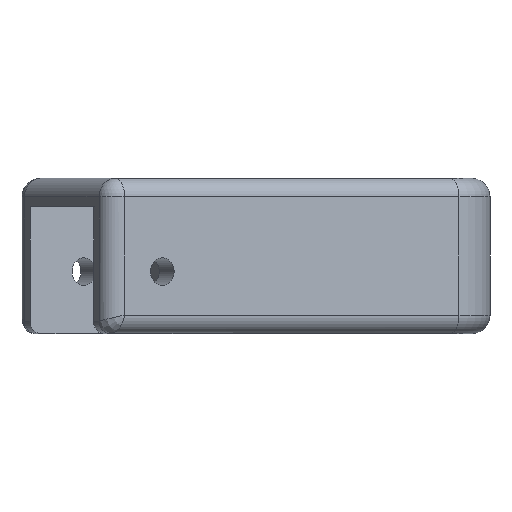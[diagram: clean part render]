
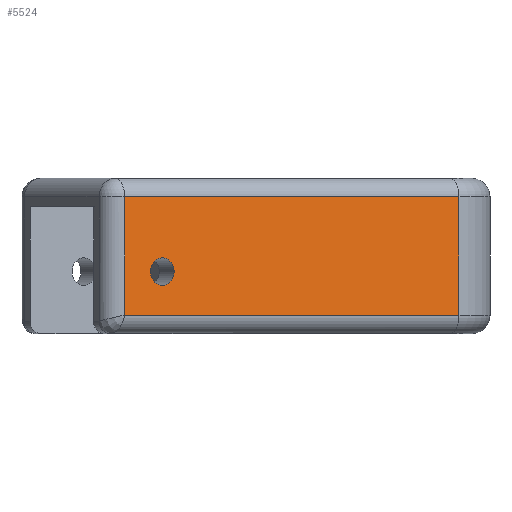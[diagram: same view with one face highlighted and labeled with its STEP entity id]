
A CAD part, front view. The second image highlights one B-rep face of the part: STEP entity #5524.
In plain terms, the highlighted planar face has unit normal (0.5, -0.866, 0).
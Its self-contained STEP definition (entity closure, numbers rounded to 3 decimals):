
#402 = CYLINDRICAL_SURFACE('',#403,3.);
#403 = AXIS2_PLACEMENT_3D('',#404,#405,#406);
#404 = CARTESIAN_POINT('',(236.051,-70.84,3.));
#405 = DIRECTION('',(0.866,0.5,0.));
#406 = DIRECTION('',(0.5,-0.866,0.));
#2867 = VERTEX_POINT('',#2868);
#2868 = CARTESIAN_POINT('',(292.2,-41.887,3.));
#2903 = CYLINDRICAL_SURFACE('',#2904,10.);
#2904 = AXIS2_PLACEMENT_3D('',#2905,#2906,#2907);
#2905 = CARTESIAN_POINT('',(287.2,-33.226,0.));
#2906 = DIRECTION('',(0.,0.,1.));
#2907 = DIRECTION('',(1.,0.,0.));
#3013 = CYLINDRICAL_SURFACE('',#3014,2.2);
#3014 = AXIS2_PLACEMENT_3D('',#3015,#3016,#3017);
#3015 = CARTESIAN_POINT('',(244.479,-69.438,10.));
#3016 = DIRECTION('',(0.5,-0.866,0.));
#3017 = DIRECTION('',(0.866,0.5,0.));
#3029 = VERTEX_POINT('',#3030);
#3030 = CARTESIAN_POINT('',(238.417,-72.938,3.));
#3139 = EDGE_CURVE('',#3029,#2867,#3140,.T.);
#3140 = SURFACE_CURVE('',#3141,(#3145,#3152),.PCURVE_S1.);
#3141 = LINE('',#3142,#3143);
#3142 = CARTESIAN_POINT('',(237.551,-73.438,3.));
#3143 = VECTOR('',#3144,1.);
#3144 = DIRECTION('',(0.866,0.5,0.));
#3145 = PCURVE('',#402,#3146);
#3146 = DEFINITIONAL_REPRESENTATION('',(#3147),#3151);
#3147 = LINE('',#3148,#3149);
#3148 = CARTESIAN_POINT('',(0.,0.));
#3149 = VECTOR('',#3150,1.);
#3150 = DIRECTION('',(0.,1.));
#3151 = ( GEOMETRIC_REPRESENTATION_CONTEXT(2) 
PARAMETRIC_REPRESENTATION_CONTEXT() REPRESENTATION_CONTEXT('2D SPACE',''
  ) );
#3152 = PCURVE('',#3153,#3158);
#3153 = PLANE('',#3154);
#3154 = AXIS2_PLACEMENT_3D('',#3155,#3156,#3157);
#3155 = CARTESIAN_POINT('',(235.819,-74.438,0.));
#3156 = DIRECTION('',(-0.5,0.866,0.));
#3157 = DIRECTION('',(0.866,0.5,0.));
#3158 = DEFINITIONAL_REPRESENTATION('',(#3159),#3163);
#3159 = LINE('',#3160,#3161);
#3160 = CARTESIAN_POINT('',(2.,-3.));
#3161 = VECTOR('',#3162,1.);
#3162 = DIRECTION('',(1.,0.));
#3163 = ( GEOMETRIC_REPRESENTATION_CONTEXT(2) 
PARAMETRIC_REPRESENTATION_CONTEXT() REPRESENTATION_CONTEXT('2D SPACE',''
  ) );
#5088 = CYLINDRICAL_SURFACE('',#5089,3.);
#5089 = AXIS2_PLACEMENT_3D('',#5090,#5091,#5092);
#5090 = CARTESIAN_POINT('',(236.917,-70.34,25.));
#5091 = DIRECTION('',(-0.,-0.,-1.));
#5092 = DIRECTION('',(0.5,-0.866,0.));
#5381 = EDGE_CURVE('',#2867,#5382,#5384,.T.);
#5382 = VERTEX_POINT('',#5383);
#5383 = CARTESIAN_POINT('',(292.2,-41.887,22.));
#5384 = SURFACE_CURVE('',#5385,(#5389,#5396),.PCURVE_S1.);
#5385 = LINE('',#5386,#5387);
#5386 = CARTESIAN_POINT('',(292.2,-41.887,0.));
#5387 = VECTOR('',#5388,1.);
#5388 = DIRECTION('',(0.,0.,1.));
#5389 = PCURVE('',#2903,#5390);
#5390 = DEFINITIONAL_REPRESENTATION('',(#5391),#5395);
#5391 = LINE('',#5392,#5393);
#5392 = CARTESIAN_POINT('',(-1.047,0.));
#5393 = VECTOR('',#5394,1.);
#5394 = DIRECTION('',(-0.,1.));
#5395 = ( GEOMETRIC_REPRESENTATION_CONTEXT(2) 
PARAMETRIC_REPRESENTATION_CONTEXT() REPRESENTATION_CONTEXT('2D SPACE',''
  ) );
#5396 = PCURVE('',#3153,#5397);
#5397 = DEFINITIONAL_REPRESENTATION('',(#5398),#5402);
#5398 = LINE('',#5399,#5400);
#5399 = CARTESIAN_POINT('',(65.103,0.));
#5400 = VECTOR('',#5401,1.);
#5401 = DIRECTION('',(0.,-1.));
#5402 = ( GEOMETRIC_REPRESENTATION_CONTEXT(2) 
PARAMETRIC_REPRESENTATION_CONTEXT() REPRESENTATION_CONTEXT('2D SPACE',''
  ) );
#5434 = EDGE_CURVE('',#5435,#5435,#5437,.T.);
#5435 = VERTEX_POINT('',#5436);
#5436 = CARTESIAN_POINT('',(246.385,-68.338,10.));
#5437 = SURFACE_CURVE('',#5438,(#5443,#5450),.PCURVE_S1.);
#5438 = CIRCLE('',#5439,2.2);
#5439 = AXIS2_PLACEMENT_3D('',#5440,#5441,#5442);
#5440 = CARTESIAN_POINT('',(244.479,-69.438,10.));
#5441 = DIRECTION('',(0.5,-0.866,0.));
#5442 = DIRECTION('',(0.866,0.5,0.));
#5443 = PCURVE('',#3013,#5444);
#5444 = DEFINITIONAL_REPRESENTATION('',(#5445),#5449);
#5445 = LINE('',#5446,#5447);
#5446 = CARTESIAN_POINT('',(0.,0.));
#5447 = VECTOR('',#5448,1.);
#5448 = DIRECTION('',(1.,0.));
#5449 = ( GEOMETRIC_REPRESENTATION_CONTEXT(2) 
PARAMETRIC_REPRESENTATION_CONTEXT() REPRESENTATION_CONTEXT('2D SPACE',''
  ) );
#5450 = PCURVE('',#3153,#5451);
#5451 = DEFINITIONAL_REPRESENTATION('',(#5452),#5460);
#5452 = ( BOUNDED_CURVE() B_SPLINE_CURVE(2,(#5453,#5454,#5455,#5456,
#5457,#5458,#5459),.UNSPECIFIED.,.T.,.F.) B_SPLINE_CURVE_WITH_KNOTS((1,2
    ,2,2,2,1),(-2.094,0.,2.094,4.189,
6.283,8.378),.UNSPECIFIED.) CURVE() 
GEOMETRIC_REPRESENTATION_ITEM() RATIONAL_B_SPLINE_CURVE((1.,0.5,1.,0.5,
1.,0.5,1.)) REPRESENTATION_ITEM('') );
#5453 = CARTESIAN_POINT('',(12.2,-10.));
#5454 = CARTESIAN_POINT('',(12.2,-13.811));
#5455 = CARTESIAN_POINT('',(8.9,-11.905));
#5456 = CARTESIAN_POINT('',(5.6,-10.));
#5457 = CARTESIAN_POINT('',(8.9,-8.095));
#5458 = CARTESIAN_POINT('',(12.2,-6.189));
#5459 = CARTESIAN_POINT('',(12.2,-10.));
#5460 = ( GEOMETRIC_REPRESENTATION_CONTEXT(2) 
PARAMETRIC_REPRESENTATION_CONTEXT() REPRESENTATION_CONTEXT('2D SPACE',''
  ) );
#5524 = ADVANCED_FACE('',(#5525,#5578),#3153,.F.);
#5525 = FACE_BOUND('',#5526,.F.);
#5526 = EDGE_LOOP('',(#5527,#5528,#5529,#5552));
#5527 = ORIENTED_EDGE('',*,*,#5381,.F.);
#5528 = ORIENTED_EDGE('',*,*,#3139,.F.);
#5529 = ORIENTED_EDGE('',*,*,#5530,.F.);
#5530 = EDGE_CURVE('',#5531,#3029,#5533,.T.);
#5531 = VERTEX_POINT('',#5532);
#5532 = CARTESIAN_POINT('',(238.417,-72.938,22.));
#5533 = SURFACE_CURVE('',#5534,(#5538,#5545),.PCURVE_S1.);
#5534 = LINE('',#5535,#5536);
#5535 = CARTESIAN_POINT('',(238.417,-72.938,25.));
#5536 = VECTOR('',#5537,1.);
#5537 = DIRECTION('',(-0.,-0.,-1.));
#5538 = PCURVE('',#3153,#5539);
#5539 = DEFINITIONAL_REPRESENTATION('',(#5540),#5544);
#5540 = LINE('',#5541,#5542);
#5541 = CARTESIAN_POINT('',(3.,-25.));
#5542 = VECTOR('',#5543,1.);
#5543 = DIRECTION('',(-0.,1.));
#5544 = ( GEOMETRIC_REPRESENTATION_CONTEXT(2) 
PARAMETRIC_REPRESENTATION_CONTEXT() REPRESENTATION_CONTEXT('2D SPACE',''
  ) );
#5545 = PCURVE('',#5088,#5546);
#5546 = DEFINITIONAL_REPRESENTATION('',(#5547),#5551);
#5547 = LINE('',#5548,#5549);
#5548 = CARTESIAN_POINT('',(0.,0.));
#5549 = VECTOR('',#5550,1.);
#5550 = DIRECTION('',(0.,1.));
#5551 = ( GEOMETRIC_REPRESENTATION_CONTEXT(2) 
PARAMETRIC_REPRESENTATION_CONTEXT() REPRESENTATION_CONTEXT('2D SPACE',''
  ) );
#5552 = ORIENTED_EDGE('',*,*,#5553,.T.);
#5553 = EDGE_CURVE('',#5531,#5382,#5554,.T.);
#5554 = SURFACE_CURVE('',#5555,(#5559,#5566),.PCURVE_S1.);
#5555 = LINE('',#5556,#5557);
#5556 = CARTESIAN_POINT('',(235.819,-74.438,22.));
#5557 = VECTOR('',#5558,1.);
#5558 = DIRECTION('',(0.866,0.5,0.));
#5559 = PCURVE('',#3153,#5560);
#5560 = DEFINITIONAL_REPRESENTATION('',(#5561),#5565);
#5561 = LINE('',#5562,#5563);
#5562 = CARTESIAN_POINT('',(0.,-22.));
#5563 = VECTOR('',#5564,1.);
#5564 = DIRECTION('',(1.,0.));
#5565 = ( GEOMETRIC_REPRESENTATION_CONTEXT(2) 
PARAMETRIC_REPRESENTATION_CONTEXT() REPRESENTATION_CONTEXT('2D SPACE',''
  ) );
#5566 = PCURVE('',#5567,#5572);
#5567 = CYLINDRICAL_SURFACE('',#5568,3.);
#5568 = AXIS2_PLACEMENT_3D('',#5569,#5570,#5571);
#5569 = CARTESIAN_POINT('',(234.319,-71.84,22.));
#5570 = DIRECTION('',(0.866,0.5,0.));
#5571 = DIRECTION('',(0.,0.,1.));
#5572 = DEFINITIONAL_REPRESENTATION('',(#5573),#5577);
#5573 = LINE('',#5574,#5575);
#5574 = CARTESIAN_POINT('',(1.571,0.));
#5575 = VECTOR('',#5576,1.);
#5576 = DIRECTION('',(0.,1.));
#5577 = ( GEOMETRIC_REPRESENTATION_CONTEXT(2) 
PARAMETRIC_REPRESENTATION_CONTEXT() REPRESENTATION_CONTEXT('2D SPACE',''
  ) );
#5578 = FACE_BOUND('',#5579,.F.);
#5579 = EDGE_LOOP('',(#5580));
#5580 = ORIENTED_EDGE('',*,*,#5434,.T.);
